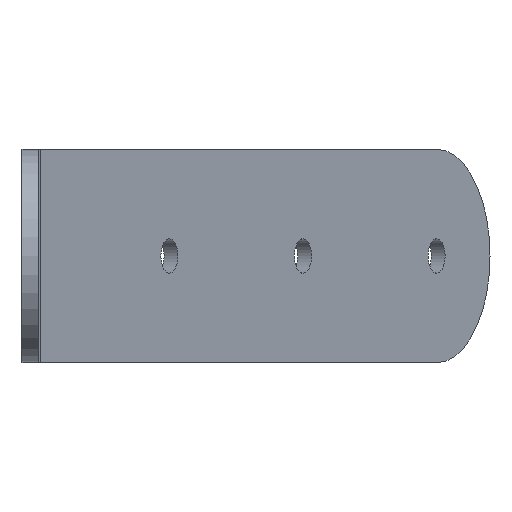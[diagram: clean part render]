
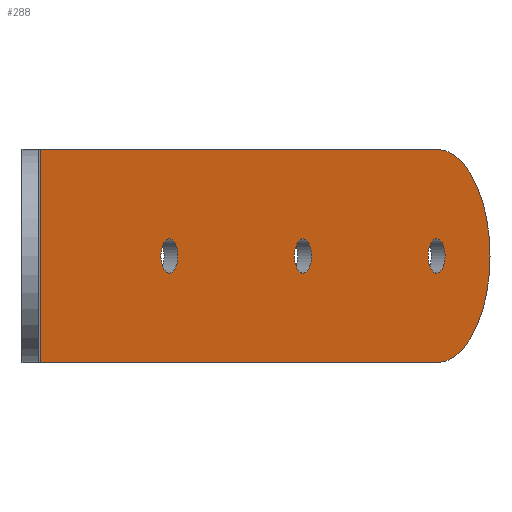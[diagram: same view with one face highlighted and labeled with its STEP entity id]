
A CAD part, left-side view. The second image highlights one B-rep face of the part: STEP entity #288.
In plain terms, the highlighted planar face has unit normal (-0.5, -0.866, 0).
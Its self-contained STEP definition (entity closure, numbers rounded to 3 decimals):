
#26=FACE_BOUND('',#64,.T.);
#27=FACE_BOUND('',#65,.T.);
#28=FACE_BOUND('',#66,.T.);
#42=FACE_OUTER_BOUND('',#63,.T.);
#63=EDGE_LOOP('',(#230,#231,#232,#233));
#64=EDGE_LOOP('',(#234));
#65=EDGE_LOOP('',(#235));
#66=EDGE_LOOP('',(#236));
#88=LINE('',#455,#108);
#94=LINE('',#474,#114);
#95=LINE('',#476,#115);
#108=VECTOR('',#364,148.392);
#114=VECTOR('',#386,148.392);
#115=VECTOR('',#389,40.);
#127=CIRCLE('',#313,20.);
#132=CIRCLE('',#324,3.2);
#133=CIRCLE('',#325,3.2);
#134=CIRCLE('',#326,3.2);
#146=VERTEX_POINT('',#448);
#147=VERTEX_POINT('',#450);
#148=VERTEX_POINT('',#454);
#153=VERTEX_POINT('',#470);
#154=VERTEX_POINT('',#477);
#155=VERTEX_POINT('',#479);
#156=VERTEX_POINT('',#481);
#171=EDGE_CURVE('',#146,#147,#127,.T.);
#173=EDGE_CURVE('',#147,#148,#88,.T.);
#183=EDGE_CURVE('',#146,#153,#94,.T.);
#184=EDGE_CURVE('',#153,#148,#95,.T.);
#185=EDGE_CURVE('',#154,#154,#132,.T.);
#186=EDGE_CURVE('',#155,#155,#133,.T.);
#187=EDGE_CURVE('',#156,#156,#134,.T.);
#230=ORIENTED_EDGE('',*,*,#171,.F.);
#231=ORIENTED_EDGE('',*,*,#183,.T.);
#232=ORIENTED_EDGE('',*,*,#184,.T.);
#233=ORIENTED_EDGE('',*,*,#173,.F.);
#234=ORIENTED_EDGE('',*,*,#185,.T.);
#235=ORIENTED_EDGE('',*,*,#186,.T.);
#236=ORIENTED_EDGE('',*,*,#187,.T.);
#276=PLANE('',#323);
#288=ADVANCED_FACE('',(#42,#26,#27,#28),#276,.F.);
#313=AXIS2_PLACEMENT_3D('',#451,#359,#360);
#323=AXIS2_PLACEMENT_3D('',#475,#387,#388);
#324=AXIS2_PLACEMENT_3D('',#478,#390,#391);
#325=AXIS2_PLACEMENT_3D('',#480,#392,#393);
#326=AXIS2_PLACEMENT_3D('',#482,#394,#395);
#359=DIRECTION('center_axis',(0.5,0.866,0.));
#360=DIRECTION('ref_axis',(0.,0.,1.));
#364=DIRECTION('',(-0.866,0.5,0.));
#386=DIRECTION('',(-0.866,0.5,0.));
#387=DIRECTION('center_axis',(0.5,0.866,0.));
#388=DIRECTION('ref_axis',(-0.866,0.5,0.));
#389=DIRECTION('',(0.,0.,-1.));
#390=DIRECTION('center_axis',(0.5,0.866,0.));
#391=DIRECTION('ref_axis',(-0.866,0.5,0.));
#392=DIRECTION('center_axis',(0.5,0.866,0.));
#393=DIRECTION('ref_axis',(-0.866,0.5,0.));
#394=DIRECTION('center_axis',(0.5,0.866,0.));
#395=DIRECTION('ref_axis',(-0.866,0.5,0.));
#448=CARTESIAN_POINT('',(128.404,-77.598,20.));
#450=CARTESIAN_POINT('',(128.404,-77.598,-20.));
#451=CARTESIAN_POINT('Origin',(128.404,-77.598,0.));
#454=CARTESIAN_POINT('',(-0.108,-3.402,-20.));
#455=CARTESIAN_POINT('',(128.404,-77.598,-20.));
#470=CARTESIAN_POINT('',(-0.108,-3.402,20.));
#474=CARTESIAN_POINT('',(128.404,-77.598,20.));
#475=CARTESIAN_POINT('Origin',(145.724,-87.598,-20.));
#476=CARTESIAN_POINT('',(-0.108,-3.402,20.));
#477=CARTESIAN_POINT('',(39.03,-25.998,0.));
#478=CARTESIAN_POINT('Origin',(41.801,-27.598,0.));
#479=CARTESIAN_POINT('',(82.331,-50.998,0.));
#480=CARTESIAN_POINT('Origin',(85.103,-52.598,0.));
#481=CARTESIAN_POINT('',(125.633,-75.998,0.));
#482=CARTESIAN_POINT('Origin',(128.404,-77.598,0.));
